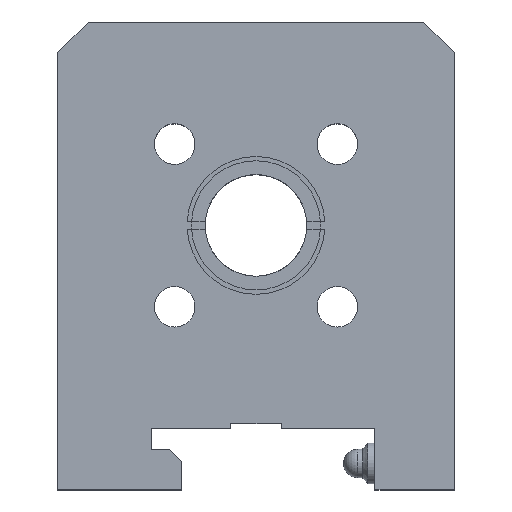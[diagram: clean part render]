
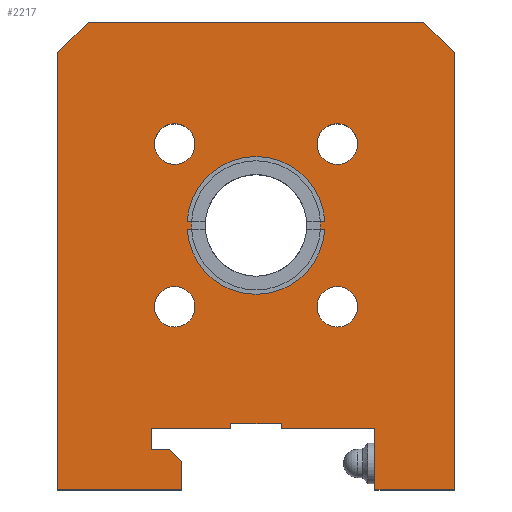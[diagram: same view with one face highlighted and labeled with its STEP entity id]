
A CAD part, top view. The second image highlights one B-rep face of the part: STEP entity #2217.
In plain terms, the highlighted planar face has unit normal (0, 0, 1).
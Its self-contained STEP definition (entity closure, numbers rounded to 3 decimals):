
#135=LINE('',#3447,#334);
#136=LINE('',#3450,#335);
#137=LINE('',#3454,#336);
#138=LINE('',#3456,#337);
#139=LINE('',#3458,#338);
#140=LINE('',#3460,#339);
#141=LINE('',#3462,#340);
#142=LINE('',#3464,#341);
#143=LINE('',#3466,#342);
#144=LINE('',#3468,#343);
#145=LINE('',#3470,#344);
#146=LINE('',#3472,#345);
#147=LINE('',#3474,#346);
#148=LINE('',#3476,#347);
#149=LINE('',#3478,#348);
#150=LINE('',#3480,#349);
#151=LINE('',#3482,#350);
#152=LINE('',#3484,#351);
#153=LINE('',#3485,#352);
#154=LINE('',#3495,#353);
#155=LINE('',#3498,#354);
#334=VECTOR('',#2801,10.);
#335=VECTOR('',#2804,10.);
#336=VECTOR('',#2807,10.);
#337=VECTOR('',#2808,10.);
#338=VECTOR('',#2809,10.);
#339=VECTOR('',#2810,10.);
#340=VECTOR('',#2811,10.);
#341=VECTOR('',#2812,10.);
#342=VECTOR('',#2813,10.);
#343=VECTOR('',#2814,10.);
#344=VECTOR('',#2815,10.);
#345=VECTOR('',#2816,10.);
#346=VECTOR('',#2817,10.);
#347=VECTOR('',#2818,10.);
#348=VECTOR('',#2819,10.);
#349=VECTOR('',#2820,10.);
#350=VECTOR('',#2821,10.);
#351=VECTOR('',#2822,10.);
#352=VECTOR('',#2823,10.);
#353=VECTOR('',#2832,10.);
#354=VECTOR('',#2835,10.);
#500=PLANE('',#2417);
#572=FACE_BOUND('',#841,.T.);
#573=FACE_BOUND('',#842,.T.);
#574=FACE_BOUND('',#843,.T.);
#575=FACE_BOUND('',#844,.T.);
#576=FACE_BOUND('',#845,.T.);
#684=FACE_OUTER_BOUND('',#840,.T.);
#840=EDGE_LOOP('',(#1773,#1774,#1775,#1776,#1777,#1778,#1779,#1780,#1781,
#1782,#1783,#1784,#1785,#1786,#1787,#1788,#1789));
#841=EDGE_LOOP('',(#1790));
#842=EDGE_LOOP('',(#1791));
#843=EDGE_LOOP('',(#1792));
#844=EDGE_LOOP('',(#1793));
#845=EDGE_LOOP('',(#1794,#1795,#1796,#1797,#1798,#1799,#1800,#1801,#1802));
#1033=CIRCLE('',#2416,6.775);
#1034=CIRCLE('',#2418,2.);
#1035=CIRCLE('',#2419,2.);
#1036=CIRCLE('',#2420,2.);
#1037=CIRCLE('',#2421,2.);
#1038=CIRCLE('',#2422,6.775);
#1039=CIRCLE('',#2423,6.35);
#1040=CIRCLE('',#2424,6.35);
#1041=CIRCLE('',#2425,6.35);
#1139=VERTEX_POINT('',#3393);
#1144=VERTEX_POINT('',#3407);
#1146=VERTEX_POINT('',#3413);
#1150=VERTEX_POINT('',#3424);
#1156=VERTEX_POINT('',#3446);
#1157=VERTEX_POINT('',#3448);
#1158=VERTEX_POINT('',#3452);
#1159=VERTEX_POINT('',#3453);
#1160=VERTEX_POINT('',#3455);
#1161=VERTEX_POINT('',#3457);
#1162=VERTEX_POINT('',#3459);
#1163=VERTEX_POINT('',#3461);
#1164=VERTEX_POINT('',#3463);
#1165=VERTEX_POINT('',#3465);
#1166=VERTEX_POINT('',#3467);
#1167=VERTEX_POINT('',#3469);
#1168=VERTEX_POINT('',#3471);
#1169=VERTEX_POINT('',#3473);
#1170=VERTEX_POINT('',#3475);
#1171=VERTEX_POINT('',#3477);
#1172=VERTEX_POINT('',#3479);
#1173=VERTEX_POINT('',#3481);
#1174=VERTEX_POINT('',#3483);
#1175=VERTEX_POINT('',#3486);
#1176=VERTEX_POINT('',#3488);
#1177=VERTEX_POINT('',#3490);
#1178=VERTEX_POINT('',#3492);
#1179=VERTEX_POINT('',#3494);
#1180=VERTEX_POINT('',#3496);
#1181=VERTEX_POINT('',#3500);
#1398=EDGE_CURVE('',#1156,#1144,#135,.T.);
#1399=EDGE_CURVE('',#1157,#1156,#1033,.T.);
#1400=EDGE_CURVE('',#1146,#1157,#136,.T.);
#1401=EDGE_CURVE('',#1158,#1159,#137,.T.);
#1402=EDGE_CURVE('',#1158,#1160,#138,.T.);
#1403=EDGE_CURVE('',#1160,#1161,#139,.T.);
#1404=EDGE_CURVE('',#1161,#1162,#140,.T.);
#1405=EDGE_CURVE('',#1163,#1162,#141,.T.);
#1406=EDGE_CURVE('',#1163,#1164,#142,.T.);
#1407=EDGE_CURVE('',#1164,#1165,#143,.T.);
#1408=EDGE_CURVE('',#1165,#1166,#144,.T.);
#1409=EDGE_CURVE('',#1166,#1167,#145,.T.);
#1410=EDGE_CURVE('',#1167,#1168,#146,.T.);
#1411=EDGE_CURVE('',#1168,#1169,#147,.T.);
#1412=EDGE_CURVE('',#1169,#1170,#148,.T.);
#1413=EDGE_CURVE('',#1170,#1171,#149,.T.);
#1414=EDGE_CURVE('',#1171,#1172,#150,.T.);
#1415=EDGE_CURVE('',#1172,#1173,#151,.T.);
#1416=EDGE_CURVE('',#1174,#1173,#152,.T.);
#1417=EDGE_CURVE('',#1174,#1159,#153,.T.);
#1418=EDGE_CURVE('',#1175,#1175,#1034,.T.);
#1419=EDGE_CURVE('',#1176,#1176,#1035,.T.);
#1420=EDGE_CURVE('',#1177,#1177,#1036,.T.);
#1421=EDGE_CURVE('',#1178,#1178,#1037,.T.);
#1422=EDGE_CURVE('',#1139,#1179,#154,.T.);
#1423=EDGE_CURVE('',#1179,#1180,#1038,.T.);
#1424=EDGE_CURVE('',#1180,#1150,#155,.T.);
#1425=EDGE_CURVE('',#1150,#1146,#1039,.T.);
#1426=EDGE_CURVE('',#1144,#1181,#1040,.T.);
#1427=EDGE_CURVE('',#1181,#1139,#1041,.T.);
#1773=ORIENTED_EDGE('',*,*,#1401,.F.);
#1774=ORIENTED_EDGE('',*,*,#1402,.T.);
#1775=ORIENTED_EDGE('',*,*,#1403,.T.);
#1776=ORIENTED_EDGE('',*,*,#1404,.T.);
#1777=ORIENTED_EDGE('',*,*,#1405,.F.);
#1778=ORIENTED_EDGE('',*,*,#1406,.T.);
#1779=ORIENTED_EDGE('',*,*,#1407,.T.);
#1780=ORIENTED_EDGE('',*,*,#1408,.T.);
#1781=ORIENTED_EDGE('',*,*,#1409,.T.);
#1782=ORIENTED_EDGE('',*,*,#1410,.T.);
#1783=ORIENTED_EDGE('',*,*,#1411,.T.);
#1784=ORIENTED_EDGE('',*,*,#1412,.T.);
#1785=ORIENTED_EDGE('',*,*,#1413,.T.);
#1786=ORIENTED_EDGE('',*,*,#1414,.T.);
#1787=ORIENTED_EDGE('',*,*,#1415,.T.);
#1788=ORIENTED_EDGE('',*,*,#1416,.F.);
#1789=ORIENTED_EDGE('',*,*,#1417,.T.);
#1790=ORIENTED_EDGE('',*,*,#1418,.T.);
#1791=ORIENTED_EDGE('',*,*,#1419,.T.);
#1792=ORIENTED_EDGE('',*,*,#1420,.T.);
#1793=ORIENTED_EDGE('',*,*,#1421,.T.);
#1794=ORIENTED_EDGE('',*,*,#1422,.T.);
#1795=ORIENTED_EDGE('',*,*,#1423,.T.);
#1796=ORIENTED_EDGE('',*,*,#1424,.T.);
#1797=ORIENTED_EDGE('',*,*,#1425,.T.);
#1798=ORIENTED_EDGE('',*,*,#1400,.T.);
#1799=ORIENTED_EDGE('',*,*,#1399,.T.);
#1800=ORIENTED_EDGE('',*,*,#1398,.T.);
#1801=ORIENTED_EDGE('',*,*,#1426,.T.);
#1802=ORIENTED_EDGE('',*,*,#1427,.T.);
#2217=ADVANCED_FACE('',(#684,#572,#573,#574,#575,#576),#500,.T.);
#2416=AXIS2_PLACEMENT_3D('',#3449,#2802,#2803);
#2417=AXIS2_PLACEMENT_3D('',#3451,#2805,#2806);
#2418=AXIS2_PLACEMENT_3D('',#3487,#2824,#2825);
#2419=AXIS2_PLACEMENT_3D('',#3489,#2826,#2827);
#2420=AXIS2_PLACEMENT_3D('',#3491,#2828,#2829);
#2421=AXIS2_PLACEMENT_3D('',#3493,#2830,#2831);
#2422=AXIS2_PLACEMENT_3D('',#3497,#2833,#2834);
#2423=AXIS2_PLACEMENT_3D('',#3499,#2836,#2837);
#2424=AXIS2_PLACEMENT_3D('',#3501,#2838,#2839);
#2425=AXIS2_PLACEMENT_3D('',#3502,#2840,#2841);
#2801=DIRECTION('',(-1.,0.,0.));
#2802=DIRECTION('center_axis',(0.,0.,-1.));
#2803=DIRECTION('ref_axis',(-1.,0.,0.));
#2804=DIRECTION('',(-1.,0.,0.));
#2805=DIRECTION('center_axis',(0.,0.,1.));
#2806=DIRECTION('ref_axis',(1.,0.,0.));
#2807=DIRECTION('',(0.707,0.707,0.));
#2808=DIRECTION('',(0.,-1.,0.));
#2809=DIRECTION('',(1.,0.,0.));
#2810=DIRECTION('',(0.,1.,0.));
#2811=DIRECTION('',(0.707,-0.707,0.));
#2812=DIRECTION('',(-1.,0.,0.));
#2813=DIRECTION('',(0.,1.,0.));
#2814=DIRECTION('',(1.,0.,0.));
#2815=DIRECTION('',(0.,1.,0.));
#2816=DIRECTION('',(1.,0.,0.));
#2817=DIRECTION('',(0.,-1.,0.));
#2818=DIRECTION('',(1.,0.,0.));
#2819=DIRECTION('',(0.,-1.,0.));
#2820=DIRECTION('',(1.,0.,0.));
#2821=DIRECTION('',(0.,1.,0.));
#2822=DIRECTION('',(0.707,-0.707,0.));
#2823=DIRECTION('',(-1.,0.,0.));
#2824=DIRECTION('center_axis',(0.,0.,-1.));
#2825=DIRECTION('ref_axis',(1.,0.,0.));
#2826=DIRECTION('center_axis',(0.,0.,-1.));
#2827=DIRECTION('ref_axis',(1.,0.,0.));
#2828=DIRECTION('center_axis',(0.,0.,-1.));
#2829=DIRECTION('ref_axis',(1.,0.,0.));
#2830=DIRECTION('center_axis',(0.,0.,-1.));
#2831=DIRECTION('ref_axis',(1.,0.,0.));
#2832=DIRECTION('',(1.,0.,0.));
#2833=DIRECTION('center_axis',(0.,0.,-1.));
#2834=DIRECTION('ref_axis',(-1.,0.,0.));
#2835=DIRECTION('',(1.,0.,0.));
#2836=DIRECTION('center_axis',(0.,0.,-1.));
#2837=DIRECTION('ref_axis',(1.,0.,0.));
#2838=DIRECTION('center_axis',(0.,0.,-1.));
#2839=DIRECTION('ref_axis',(1.,0.,0.));
#2840=DIRECTION('center_axis',(0.,0.,-1.));
#2841=DIRECTION('ref_axis',(1.,0.,0.));
#3393=CARTESIAN_POINT('',(6.337,2.6,6.));
#3407=CARTESIAN_POINT('',(6.337,3.4,6.));
#3413=CARTESIAN_POINT('',(-6.337,3.4,6.));
#3424=CARTESIAN_POINT('',(-6.337,2.6,6.));
#3446=CARTESIAN_POINT('',(6.763,3.4,6.));
#3447=CARTESIAN_POINT('',(0.,3.4,6.));
#3448=CARTESIAN_POINT('',(-6.763,3.4,6.));
#3449=CARTESIAN_POINT('Origin',(0.,3.,6.));
#3450=CARTESIAN_POINT('',(0.,3.4,6.));
#3451=CARTESIAN_POINT('Origin',(0.,0.,6.));
#3452=CARTESIAN_POINT('',(-19.5,20.,6.));
#3453=CARTESIAN_POINT('',(-16.5,23.,6.));
#3454=CARTESIAN_POINT('',(-18.875,20.625,6.));
#3455=CARTESIAN_POINT('',(-19.5,-23.,6.));
#3456=CARTESIAN_POINT('',(-19.5,-23.,6.));
#3457=CARTESIAN_POINT('',(-7.3,-23.,6.));
#3458=CARTESIAN_POINT('',(19.5,-23.,6.));
#3459=CARTESIAN_POINT('',(-7.3,-20.2,6.));
#3460=CARTESIAN_POINT('',(-7.3,-11.5,6.));
#3461=CARTESIAN_POINT('',(-8.5,-19.,6.));
#3462=CARTESIAN_POINT('',(-10.825,-16.675,6.));
#3463=CARTESIAN_POINT('',(-10.3,-19.,6.));
#3464=CARTESIAN_POINT('',(-3.65,-19.,6.));
#3465=CARTESIAN_POINT('',(-10.3,-17.,6.));
#3466=CARTESIAN_POINT('',(-10.3,-9.,6.));
#3467=CARTESIAN_POINT('',(-2.5,-17.,6.));
#3468=CARTESIAN_POINT('',(-3.65,-17.,6.));
#3469=CARTESIAN_POINT('',(-2.5,-16.5,6.));
#3470=CARTESIAN_POINT('',(-2.5,-8.5,6.));
#3471=CARTESIAN_POINT('',(2.5,-16.5,6.));
#3472=CARTESIAN_POINT('',(0.,-16.5,6.));
#3473=CARTESIAN_POINT('',(2.5,-17.,6.));
#3474=CARTESIAN_POINT('',(2.5,-8.5,6.));
#3475=CARTESIAN_POINT('',(11.7,-17.,6.));
#3476=CARTESIAN_POINT('',(1.1,-17.,6.));
#3477=CARTESIAN_POINT('',(11.7,-23.,6.));
#3478=CARTESIAN_POINT('',(11.7,-11.5,6.));
#3479=CARTESIAN_POINT('',(19.5,-23.,6.));
#3480=CARTESIAN_POINT('',(19.5,-23.,6.));
#3481=CARTESIAN_POINT('',(19.5,20.,6.));
#3482=CARTESIAN_POINT('',(19.5,23.,6.));
#3483=CARTESIAN_POINT('',(16.5,23.,6.));
#3484=CARTESIAN_POINT('',(18.875,20.625,6.));
#3485=CARTESIAN_POINT('',(-19.5,23.,6.));
#3486=CARTESIAN_POINT('',(-6.,11.,6.));
#3487=CARTESIAN_POINT('Origin',(-8.,11.,6.));
#3488=CARTESIAN_POINT('',(10.,11.,6.));
#3489=CARTESIAN_POINT('Origin',(8.,11.,6.));
#3490=CARTESIAN_POINT('',(-6.,-5.,6.));
#3491=CARTESIAN_POINT('Origin',(-8.,-5.,6.));
#3492=CARTESIAN_POINT('',(10.,-5.,6.));
#3493=CARTESIAN_POINT('Origin',(8.,-5.,6.));
#3494=CARTESIAN_POINT('',(6.763,2.6,6.));
#3495=CARTESIAN_POINT('',(0.,2.6,6.));
#3496=CARTESIAN_POINT('',(-6.763,2.6,6.));
#3497=CARTESIAN_POINT('Origin',(0.,3.,6.));
#3498=CARTESIAN_POINT('',(0.,2.6,6.));
#3499=CARTESIAN_POINT('Origin',(0.,3.,6.));
#3500=CARTESIAN_POINT('',(6.35,3.,6.));
#3501=CARTESIAN_POINT('Origin',(0.,3.,6.));
#3502=CARTESIAN_POINT('Origin',(0.,3.,6.));
